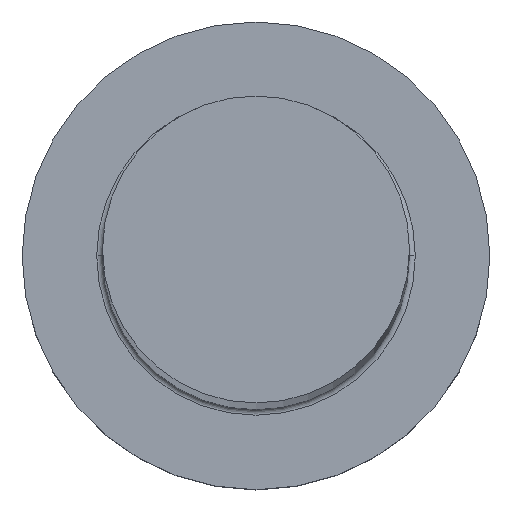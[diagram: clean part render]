
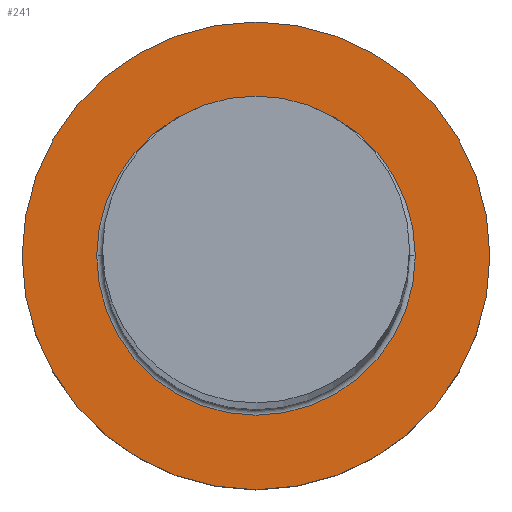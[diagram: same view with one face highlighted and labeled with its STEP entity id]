
A CAD part, top view. The second image highlights one B-rep face of the part: STEP entity #241.
In plain terms, the highlighted planar face has unit normal (0, 0, 1).
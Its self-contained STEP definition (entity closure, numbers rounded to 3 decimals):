
#1 = AXIS2_PLACEMENT_3D ( 'NONE', #23, #231, #114 ) ;
#12 = VERTEX_POINT ( 'NONE', #280 ) ;
#23 = CARTESIAN_POINT ( 'NONE',  ( 0., 0., 5. ) ) ;
#25 = EDGE_CURVE ( 'NONE', #214, #302, #254, .T. ) ;
#34 = DIRECTION ( 'NONE',  ( 1., 0., 0. ) ) ;
#35 = AXIS2_PLACEMENT_3D ( 'NONE', #274, #226, #127 ) ;
#41 = DIRECTION ( 'NONE',  ( 0., 0., 1. ) ) ;
#43 = ORIENTED_EDGE ( 'NONE', *, *, #179, .T. ) ;
#63 = ORIENTED_EDGE ( 'NONE', *, *, #72, .T. ) ;
#72 = EDGE_CURVE ( 'NONE', #12, #297, #266, .T. ) ;
#75 = PLANE ( 'NONE',  #1 ) ;
#77 = AXIS2_PLACEMENT_3D ( 'NONE', #164, #235, #34 ) ;
#101 = ORIENTED_EDGE ( 'NONE', *, *, #296, .T. ) ;
#112 = CIRCLE ( 'NONE', #120, 8. ) ;
#114 = DIRECTION ( 'NONE',  ( 1., 0., 0. ) ) ;
#119 = AXIS2_PLACEMENT_3D ( 'NONE', #251, #41, #249 ) ;
#120 = AXIS2_PLACEMENT_3D ( 'NONE', #307, #184, #131 ) ;
#127 = DIRECTION ( 'NONE',  ( 1., 0., 0. ) ) ;
#131 = DIRECTION ( 'NONE',  ( 1., 0., 0. ) ) ;
#142 = ORIENTED_EDGE ( 'NONE', *, *, #25, .T. ) ;
#164 = CARTESIAN_POINT ( 'NONE',  ( 0., 0., 5. ) ) ;
#176 = EDGE_LOOP ( 'NONE', ( #142, #101 ) ) ;
#179 = EDGE_CURVE ( 'NONE', #297, #12, #112, .T. ) ;
#184 = DIRECTION ( 'NONE',  ( 0., 0., 1. ) ) ;
#189 = CARTESIAN_POINT ( 'NONE',  ( 8., 0., 5. ) ) ;
#203 = FACE_OUTER_BOUND ( 'NONE', #238, .T. ) ;
#210 = CARTESIAN_POINT ( 'NONE',  ( -5.45, 0., 5. ) ) ;
#214 = VERTEX_POINT ( 'NONE', #284 ) ;
#226 = DIRECTION ( 'NONE',  ( 0., 0., -1. ) ) ;
#231 = DIRECTION ( 'NONE',  ( 0., 0., 1. ) ) ;
#235 = DIRECTION ( 'NONE',  ( 0., 0., -1. ) ) ;
#238 = EDGE_LOOP ( 'NONE', ( #63, #43 ) ) ;
#241 = ADVANCED_FACE ( 'NONE', ( #287, #203 ), #75, .T. ) ;
#249 = DIRECTION ( 'NONE',  ( 1., 0., 0. ) ) ;
#251 = CARTESIAN_POINT ( 'NONE',  ( 0., 0., 5. ) ) ;
#254 = CIRCLE ( 'NONE', #35, 5.45 ) ;
#266 = CIRCLE ( 'NONE', #119, 8. ) ;
#274 = CARTESIAN_POINT ( 'NONE',  ( 0., 0., 5. ) ) ;
#280 = CARTESIAN_POINT ( 'NONE',  ( -8., 0., 5. ) ) ;
#284 = CARTESIAN_POINT ( 'NONE',  ( 5.45, 0., 5. ) ) ;
#287 = FACE_BOUND ( 'NONE', #176, .T. ) ;
#294 = CIRCLE ( 'NONE', #77, 5.45 ) ;
#296 = EDGE_CURVE ( 'NONE', #302, #214, #294, .T. ) ;
#297 = VERTEX_POINT ( 'NONE', #189 ) ;
#302 = VERTEX_POINT ( 'NONE', #210 ) ;
#307 = CARTESIAN_POINT ( 'NONE',  ( 0., 0., 5. ) ) ;
